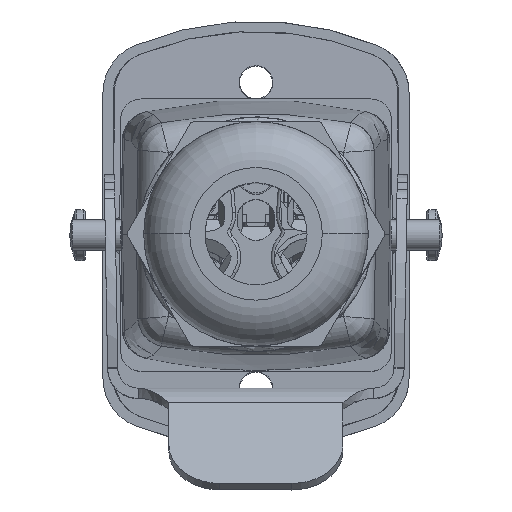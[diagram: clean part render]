
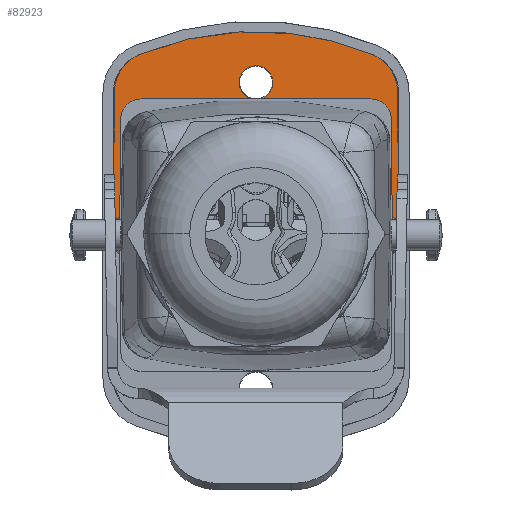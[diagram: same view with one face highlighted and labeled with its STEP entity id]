
A CAD part, top view. The second image highlights one B-rep face of the part: STEP entity #82923.
In plain terms, the highlighted planar face has unit normal (0, 0.018, 1).
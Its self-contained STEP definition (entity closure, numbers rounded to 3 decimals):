
#82824=AXIS2_PLACEMENT_3D('Plane Axis2P3D',#82821,#82822,#82823) ;
#75716=CARTESIAN_POINT('Vertex',(6.853,42.775,11.39)) ;
#75720=CARTESIAN_POINT('Control Point',(6.853,42.775,11.39)) ;
#75721=CARTESIAN_POINT('Control Point',(12.26,44.996,11.351)) ;
#75722=CARTESIAN_POINT('Control Point',(18.25,45.812,11.337)) ;
#75723=CARTESIAN_POINT('Control Point',(24.24,44.996,11.351)) ;
#75724=CARTESIAN_POINT('Control Point',(29.647,42.775,11.39)) ;
#75725=CARTESIAN_POINT('Vertex',(29.647,42.775,11.39)) ;
#76008=CARTESIAN_POINT('Vertex',(19.041,38.576,11.463)) ;
#76012=CARTESIAN_POINT('Control Point',(19.041,38.576,11.463)) ;
#76013=CARTESIAN_POINT('Control Point',(19.764,38.971,11.457)) ;
#76014=CARTESIAN_POINT('Control Point',(20.24,39.817,11.442)) ;
#76015=CARTESIAN_POINT('Control Point',(20.06,40.878,11.423)) ;
#76016=CARTESIAN_POINT('Control Point',(19.137,41.689,11.409)) ;
#76017=CARTESIAN_POINT('Control Point',(18.08,41.688,11.409)) ;
#76018=CARTESIAN_POINT('Control Point',(17.86,41.65,11.41)) ;
#76019=CARTESIAN_POINT('Control Point',(17.651,41.577,11.411)) ;
#76020=CARTESIAN_POINT('Control Point',(17.459,41.472,11.413)) ;
#76021=CARTESIAN_POINT('Vertex',(17.459,41.472,11.413)) ;
#76042=CARTESIAN_POINT('Control Point',(17.459,41.472,11.413)) ;
#76043=CARTESIAN_POINT('Control Point',(16.736,41.077,11.42)) ;
#76044=CARTESIAN_POINT('Control Point',(16.26,40.231,11.435)) ;
#76045=CARTESIAN_POINT('Control Point',(16.44,39.171,11.453)) ;
#76046=CARTESIAN_POINT('Control Point',(17.363,38.36,11.467)) ;
#76047=CARTESIAN_POINT('Control Point',(18.42,38.361,11.467)) ;
#76048=CARTESIAN_POINT('Control Point',(18.64,38.398,11.467)) ;
#76049=CARTESIAN_POINT('Control Point',(18.849,38.472,11.465)) ;
#76050=CARTESIAN_POINT('Control Point',(19.041,38.576,11.463)) ;
#82769=CARTESIAN_POINT('Vertex',(32.127,39.11,11.454)) ;
#82773=CARTESIAN_POINT('Control Point',(29.647,42.775,11.39)) ;
#82774=CARTESIAN_POINT('Control Point',(30.734,42.329,11.398)) ;
#82775=CARTESIAN_POINT('Control Point',(31.641,41.46,11.413)) ;
#82776=CARTESIAN_POINT('Control Point',(32.117,40.285,11.434)) ;
#82777=CARTESIAN_POINT('Control Point',(32.127,39.11,11.454)) ;
#82803=CARTESIAN_POINT('Vertex',(4.373,39.11,11.454)) ;
#82807=CARTESIAN_POINT('Control Point',(6.853,42.775,11.39)) ;
#82808=CARTESIAN_POINT('Control Point',(5.769,42.33,11.398)) ;
#82809=CARTESIAN_POINT('Control Point',(4.854,41.456,11.413)) ;
#82810=CARTESIAN_POINT('Control Point',(4.383,40.282,11.434)) ;
#82811=CARTESIAN_POINT('Control Point',(4.373,39.11,11.454)) ;
#82821=CARTESIAN_POINT('Axis2P3D Location',(18.25,25.024,11.7)) ;
#82826=CARTESIAN_POINT('Line Origine',(31.25,25.024,11.7)) ;
#82830=CARTESIAN_POINT('Vertex',(32.25,25.024,11.7)) ;
#82832=CARTESIAN_POINT('Vertex',(30.25,25.024,11.7)) ;
#82835=CARTESIAN_POINT('Line Origine',(32.189,32.067,11.577)) ;
#82840=CARTESIAN_POINT('Line Origine',(4.311,32.067,11.577)) ;
#82844=CARTESIAN_POINT('Vertex',(4.25,25.024,11.7)) ;
#82847=CARTESIAN_POINT('Line Origine',(5.25,25.024,11.7)) ;
#82851=CARTESIAN_POINT('Vertex',(6.25,25.024,11.7)) ;
#82854=CARTESIAN_POINT('Line Origine',(6.329,29.551,11.621)) ;
#82858=CARTESIAN_POINT('Vertex',(6.408,34.077,11.542)) ;
#82862=CARTESIAN_POINT('Control Point',(9.408,37.024,11.491)) ;
#82863=CARTESIAN_POINT('Control Point',(9.068,37.024,11.491)) ;
#82864=CARTESIAN_POINT('Control Point',(8.729,36.977,11.491)) ;
#82865=CARTESIAN_POINT('Control Point',(8.399,36.881,11.493)) ;
#82866=CARTESIAN_POINT('Control Point',(7.774,36.598,11.498)) ;
#82867=CARTESIAN_POINT('Control Point',(7.253,36.153,11.506)) ;
#82868=CARTESIAN_POINT('Control Point',(7.025,35.895,11.51)) ;
#82869=CARTESIAN_POINT('Control Point',(6.697,35.394,11.519)) ;
#82870=CARTESIAN_POINT('Control Point',(6.501,34.831,11.529)) ;
#82871=CARTESIAN_POINT('Control Point',(6.444,34.583,11.533)) ;
#82872=CARTESIAN_POINT('Control Point',(6.412,34.33,11.538)) ;
#82873=CARTESIAN_POINT('Control Point',(6.408,34.077,11.542)) ;
#82874=CARTESIAN_POINT('Vertex',(9.408,37.024,11.491)) ;
#82877=CARTESIAN_POINT('Line Origine',(18.25,37.024,11.491)) ;
#82881=CARTESIAN_POINT('Vertex',(27.092,37.024,11.491)) ;
#82885=CARTESIAN_POINT('Control Point',(27.092,37.024,11.491)) ;
#82886=CARTESIAN_POINT('Control Point',(27.432,37.024,11.491)) ;
#82887=CARTESIAN_POINT('Control Point',(27.771,36.977,11.491)) ;
#82888=CARTESIAN_POINT('Control Point',(28.101,36.881,11.493)) ;
#82889=CARTESIAN_POINT('Control Point',(28.726,36.598,11.498)) ;
#82890=CARTESIAN_POINT('Control Point',(29.247,36.153,11.506)) ;
#82891=CARTESIAN_POINT('Control Point',(29.475,35.895,11.51)) ;
#82892=CARTESIAN_POINT('Control Point',(29.803,35.394,11.519)) ;
#82893=CARTESIAN_POINT('Control Point',(29.999,34.831,11.529)) ;
#82894=CARTESIAN_POINT('Control Point',(30.056,34.583,11.533)) ;
#82895=CARTESIAN_POINT('Control Point',(30.088,34.33,11.538)) ;
#82896=CARTESIAN_POINT('Control Point',(30.092,34.077,11.542)) ;
#82897=CARTESIAN_POINT('Vertex',(30.092,34.077,11.542)) ;
#82900=CARTESIAN_POINT('Line Origine',(30.171,29.551,11.621)) ;
#82822=DIRECTION('Axis2P3D Direction',(0.,0.017,1.)) ;
#82823=DIRECTION('Axis2P3D XDirection',(0.,1.,-0.017)) ;
#82827=DIRECTION('Vector Direction',(-1.,0.,0.)) ;
#82836=DIRECTION('Vector Direction',(-0.009,1.,-0.017)) ;
#82841=DIRECTION('Vector Direction',(0.009,1.,-0.017)) ;
#82848=DIRECTION('Vector Direction',(-1.,0.,0.)) ;
#82855=DIRECTION('Vector Direction',(0.017,1.,-0.017)) ;
#82878=DIRECTION('Vector Direction',(1.,0.,0.)) ;
#82901=DIRECTION('Vector Direction',(-0.017,1.,-0.017)) ;
#82828=VECTOR('Line Direction',#82827,1.) ;
#82837=VECTOR('Line Direction',#82836,1.) ;
#82842=VECTOR('Line Direction',#82841,1.) ;
#82849=VECTOR('Line Direction',#82848,1.) ;
#82856=VECTOR('Line Direction',#82855,1.) ;
#82879=VECTOR('Line Direction',#82878,1.) ;
#82902=VECTOR('Line Direction',#82901,1.) ;
#82906=ORIENTED_EDGE('',*,*,#82834,.F.) ;
#82907=ORIENTED_EDGE('',*,*,#82839,.T.) ;
#82908=ORIENTED_EDGE('',*,*,#82778,.F.) ;
#82909=ORIENTED_EDGE('',*,*,#75727,.F.) ;
#82910=ORIENTED_EDGE('',*,*,#82812,.T.) ;
#82911=ORIENTED_EDGE('',*,*,#82846,.F.) ;
#82912=ORIENTED_EDGE('',*,*,#82853,.F.) ;
#82913=ORIENTED_EDGE('',*,*,#82860,.T.) ;
#82914=ORIENTED_EDGE('',*,*,#82876,.F.) ;
#82915=ORIENTED_EDGE('',*,*,#82883,.T.) ;
#82916=ORIENTED_EDGE('',*,*,#82899,.T.) ;
#82917=ORIENTED_EDGE('',*,*,#82904,.F.) ;
#82920=ORIENTED_EDGE('',*,*,#76023,.F.) ;
#82921=ORIENTED_EDGE('',*,*,#76051,.F.) ;
#82922=FACE_BOUND('',#82919,.T.) ;
#82923=ADVANCED_FACE('Hauptkoerper.1',(#82918,#82922),#82825,.T.) ;
#75719=B_SPLINE_CURVE_WITH_KNOTS('',4,(#75720,#75721,#75722,#75723,#75724),.UNSPECIFIED.,.F.,.U.,(5,5),(0.,33.35),.UNSPECIFIED.) ;
#76011=B_SPLINE_CURVE_WITH_KNOTS('',5,(#76012,#76013,#76014,#76015,#76016,#76017,#76018,#76019,#76020),.UNSPECIFIED.,.F.,.U.,(6,3,6),(0.,5.845,7.396),.UNSPECIFIED.) ;
#76041=B_SPLINE_CURVE_WITH_KNOTS('',5,(#76042,#76043,#76044,#76045,#76046,#76047,#76048,#76049,#76050),.UNSPECIFIED.,.F.,.U.,(6,3,6),(0.,5.845,7.396),.UNSPECIFIED.) ;
#82772=B_SPLINE_CURVE_WITH_KNOTS('',4,(#82773,#82774,#82775,#82776,#82777),.UNSPECIFIED.,.F.,.U.,(5,5),(0.,6.665),.UNSPECIFIED.) ;
#82806=B_SPLINE_CURVE_WITH_KNOTS('',4,(#82807,#82808,#82809,#82810,#82811),.UNSPECIFIED.,.F.,.U.,(5,5),(0.,6.765),.UNSPECIFIED.) ;
#82861=B_SPLINE_CURVE_WITH_KNOTS('',5,(#82862,#82863,#82864,#82865,#82866,#82867,#82868,#82869,#82870,#82871,#82872,#82873),.UNSPECIFIED.,.F.,.U.,(6,3,3,6),(0.,2.406,4.813,6.61),.UNSPECIFIED.) ;
#82884=B_SPLINE_CURVE_WITH_KNOTS('',5,(#82885,#82886,#82887,#82888,#82889,#82890,#82891,#82892,#82893,#82894,#82895,#82896),.UNSPECIFIED.,.F.,.U.,(6,3,3,6),(0.,2.406,4.813,6.61),.UNSPECIFIED.) ;
#75727=EDGE_CURVE('',#75717,#75726,#75719,.T.) ;
#76023=EDGE_CURVE('',#76009,#76022,#76011,.T.) ;
#76051=EDGE_CURVE('',#76022,#76009,#76041,.T.) ;
#82778=EDGE_CURVE('',#75726,#82770,#82772,.T.) ;
#82812=EDGE_CURVE('',#75717,#82804,#82806,.T.) ;
#82834=EDGE_CURVE('',#82831,#82833,#82829,.T.) ;
#82839=EDGE_CURVE('',#82831,#82770,#82838,.T.) ;
#82846=EDGE_CURVE('',#82845,#82804,#82843,.T.) ;
#82853=EDGE_CURVE('',#82852,#82845,#82850,.T.) ;
#82860=EDGE_CURVE('',#82852,#82859,#82857,.T.) ;
#82876=EDGE_CURVE('',#82875,#82859,#82861,.T.) ;
#82883=EDGE_CURVE('',#82875,#82882,#82880,.T.) ;
#82899=EDGE_CURVE('',#82882,#82898,#82884,.T.) ;
#82904=EDGE_CURVE('',#82833,#82898,#82903,.T.) ;
#82905=EDGE_LOOP('',(#82906,#82907,#82908,#82909,#82910,#82911,#82912,#82913,#82914,#82915,#82916,#82917)) ;
#82919=EDGE_LOOP('',(#82920,#82921)) ;
#82918=FACE_OUTER_BOUND('',#82905,.T.) ;
#82829=LINE('Line',#82826,#82828) ;
#82838=LINE('Line',#82835,#82837) ;
#82843=LINE('Line',#82840,#82842) ;
#82850=LINE('Line',#82847,#82849) ;
#82857=LINE('Line',#82854,#82856) ;
#82880=LINE('Line',#82877,#82879) ;
#82903=LINE('Line',#82900,#82902) ;
#82825=PLANE('',#82824) ;
#75717=VERTEX_POINT('',#75716) ;
#75726=VERTEX_POINT('',#75725) ;
#76009=VERTEX_POINT('',#76008) ;
#76022=VERTEX_POINT('',#76021) ;
#82770=VERTEX_POINT('',#82769) ;
#82804=VERTEX_POINT('',#82803) ;
#82831=VERTEX_POINT('',#82830) ;
#82833=VERTEX_POINT('',#82832) ;
#82845=VERTEX_POINT('',#82844) ;
#82852=VERTEX_POINT('',#82851) ;
#82859=VERTEX_POINT('',#82858) ;
#82875=VERTEX_POINT('',#82874) ;
#82882=VERTEX_POINT('',#82881) ;
#82898=VERTEX_POINT('',#82897) ;
